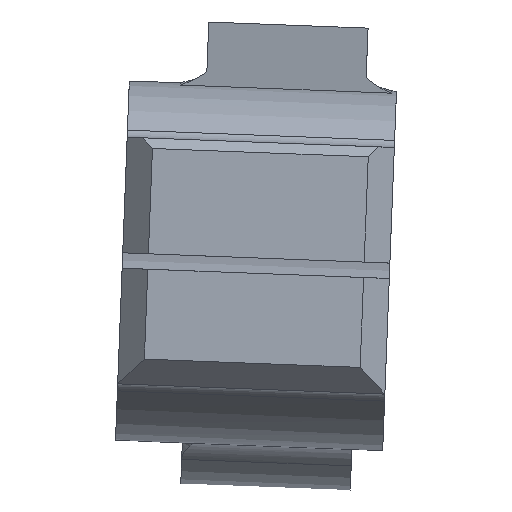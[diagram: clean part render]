
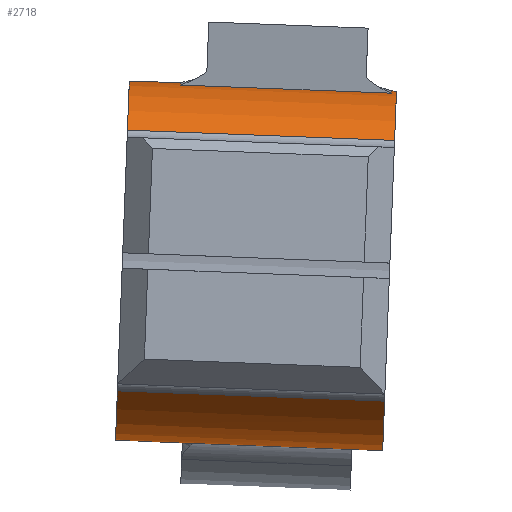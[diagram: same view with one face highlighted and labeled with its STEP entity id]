
A CAD part, left-side view. The second image highlights one B-rep face of the part: STEP entity #2718.
In plain terms, the highlighted cylindrical face has radius 35 mm (diameter 70 mm), a partial arc.
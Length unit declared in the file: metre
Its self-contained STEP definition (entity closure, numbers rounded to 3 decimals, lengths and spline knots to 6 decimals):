
#71=CYLINDRICAL_SURFACE('',#2932,0.035);
#181=CIRCLE('',#2933,0.035);
#182=CIRCLE('',#2934,0.035);
#183=CIRCLE('',#2935,0.035);
#184=CIRCLE('',#2936,0.035);
#185=CIRCLE('',#2937,0.035);
#186=CIRCLE('',#2938,0.035);
#187=CIRCLE('',#2939,0.035);
#188=CIRCLE('',#2940,0.035);
#382=ORIENTED_EDGE('',*,*,#1171,.T.);
#383=ORIENTED_EDGE('',*,*,#1172,.T.);
#384=ORIENTED_EDGE('',*,*,#1173,.F.);
#385=ORIENTED_EDGE('',*,*,#1174,.T.);
#386=ORIENTED_EDGE('',*,*,#1175,.T.);
#387=ORIENTED_EDGE('',*,*,#1176,.F.);
#388=ORIENTED_EDGE('',*,*,#1177,.T.);
#389=ORIENTED_EDGE('',*,*,#1178,.T.);
#390=ORIENTED_EDGE('',*,*,#1179,.T.);
#391=ORIENTED_EDGE('',*,*,#1180,.T.);
#392=ORIENTED_EDGE('',*,*,#1181,.T.);
#393=ORIENTED_EDGE('',*,*,#1182,.T.);
#394=ORIENTED_EDGE('',*,*,#1183,.T.);
#395=ORIENTED_EDGE('',*,*,#1184,.T.);
#396=ORIENTED_EDGE('',*,*,#1185,.F.);
#397=ORIENTED_EDGE('',*,*,#1186,.T.);
#1171=EDGE_CURVE('',#1570,#1571,#181,.T.);
#1172=EDGE_CURVE('',#1571,#1572,#1810,.F.);
#1173=EDGE_CURVE('',#1573,#1572,#182,.T.);
#1174=EDGE_CURVE('',#1573,#1574,#1811,.T.);
#1175=EDGE_CURVE('',#1574,#1575,#183,.T.);
#1176=EDGE_CURVE('',#1576,#1575,#1812,.T.);
#1177=EDGE_CURVE('',#1576,#1577,#184,.T.);
#1178=EDGE_CURVE('',#1577,#1578,#1813,.F.);
#1179=EDGE_CURVE('',#1578,#1579,#185,.F.);
#1180=EDGE_CURVE('',#1579,#1580,#1814,.T.);
#1181=EDGE_CURVE('',#1580,#1581,#186,.T.);
#1182=EDGE_CURVE('',#1581,#1582,#1815,.T.);
#1183=EDGE_CURVE('',#1582,#1583,#187,.T.);
#1184=EDGE_CURVE('',#1583,#1584,#1816,.F.);
#1185=EDGE_CURVE('',#1585,#1584,#188,.T.);
#1186=EDGE_CURVE('',#1585,#1570,#1817,.T.);
#1570=VERTEX_POINT('',#4269);
#1571=VERTEX_POINT('',#4270);
#1572=VERTEX_POINT('',#4272);
#1573=VERTEX_POINT('',#4274);
#1574=VERTEX_POINT('',#4276);
#1575=VERTEX_POINT('',#4278);
#1576=VERTEX_POINT('',#4280);
#1577=VERTEX_POINT('',#4282);
#1578=VERTEX_POINT('',#4284);
#1579=VERTEX_POINT('',#4286);
#1580=VERTEX_POINT('',#4288);
#1581=VERTEX_POINT('',#4290);
#1582=VERTEX_POINT('',#4292);
#1583=VERTEX_POINT('',#4294);
#1584=VERTEX_POINT('',#4296);
#1585=VERTEX_POINT('',#4298);
#1810=LINE('',#4271,#2001);
#1811=LINE('',#4275,#2002);
#1812=LINE('',#4279,#2003);
#1813=LINE('',#4283,#2004);
#1814=LINE('',#4287,#2005);
#1815=LINE('',#4291,#2006);
#1816=LINE('',#4295,#2007);
#1817=LINE('',#4299,#2008);
#2001=VECTOR('',#3348,1.);
#2002=VECTOR('',#3351,1.);
#2003=VECTOR('',#3354,1.);
#2004=VECTOR('',#3357,1.);
#2005=VECTOR('',#3360,1.);
#2006=VECTOR('',#3363,1.);
#2007=VECTOR('',#3366,1.);
#2008=VECTOR('',#3369,1.);
#2195=EDGE_LOOP('',(#382,#383,#384,#385,#386,#387,#388,#389,#390,#391,#392,
#393,#394,#395,#396,#397));
#2426=FACE_BOUND('',#2195,.T.);
#2718=ADVANCED_FACE('',(#2426),#71,.T.);
#2932=AXIS2_PLACEMENT_3D('',#4267,#3344,#3345);
#2933=AXIS2_PLACEMENT_3D('',#4268,#3346,#3347);
#2934=AXIS2_PLACEMENT_3D('',#4273,#3349,#3350);
#2935=AXIS2_PLACEMENT_3D('',#4277,#3352,#3353);
#2936=AXIS2_PLACEMENT_3D('',#4281,#3355,#3356);
#2937=AXIS2_PLACEMENT_3D('',#4285,#3358,#3359);
#2938=AXIS2_PLACEMENT_3D('',#4289,#3361,#3362);
#2939=AXIS2_PLACEMENT_3D('',#4293,#3364,#3365);
#2940=AXIS2_PLACEMENT_3D('',#4297,#3367,#3368);
#3344=DIRECTION('',(0.,-0.999,-0.038));
#3345=DIRECTION('',(0.,0.038,-0.999));
#3346=DIRECTION('',(0.,0.999,0.038));
#3347=DIRECTION('',(0.,-0.038,0.999));
#3348=DIRECTION('',(0.,-0.999,-0.038));
#3349=DIRECTION('',(0.,0.999,0.038));
#3350=DIRECTION('',(0.,-0.038,0.999));
#3351=DIRECTION('',(0.,-0.999,-0.038));
#3352=DIRECTION('',(0.,0.999,0.038));
#3353=DIRECTION('',(0.,-0.038,0.999));
#3354=DIRECTION('',(0.,0.999,0.038));
#3355=DIRECTION('',(0.,-0.999,-0.038));
#3356=DIRECTION('',(0.,0.038,-0.999));
#3357=DIRECTION('',(0.,-0.999,-0.038));
#3358=DIRECTION('',(0.,0.999,0.038));
#3359=DIRECTION('',(0.,-0.038,0.999));
#3360=DIRECTION('',(0.,-0.999,-0.038));
#3361=DIRECTION('',(0.,-0.999,-0.038));
#3362=DIRECTION('',(0.,0.038,-0.999));
#3363=DIRECTION('',(0.,0.999,0.038));
#3364=DIRECTION('',(0.,0.999,0.038));
#3365=DIRECTION('',(0.,-0.038,0.999));
#3366=DIRECTION('',(0.,-0.999,-0.038));
#3367=DIRECTION('',(0.,0.999,0.038));
#3368=DIRECTION('',(0.,-0.038,0.999));
#3369=DIRECTION('',(0.,-0.999,-0.038));
#4267=CARTESIAN_POINT('',(-0.1,-0.087511,0.010548));
#4268=CARTESIAN_POINT('',(-0.1,-0.139472,0.008548));
#4269=CARTESIAN_POINT('',(-0.124106,-0.140448,0.033905));
#4270=CARTESIAN_POINT('',(-0.124106,-0.138496,-0.016808));
#4271=CARTESIAN_POINT('',(-0.124106,-0.086535,-0.014808));
#4272=CARTESIAN_POINT('',(-0.124106,-0.086535,-0.014808));
#4273=CARTESIAN_POINT('',(-0.1,-0.087511,0.010548));
#4274=CARTESIAN_POINT('',(-0.065707,-0.087241,0.003553));
#4275=CARTESIAN_POINT('',(-0.065707,-0.087241,0.003553));
#4276=CARTESIAN_POINT('',(-0.065707,-0.097234,0.003169));
#4277=CARTESIAN_POINT('',(-0.1,-0.097503,0.010163));
#4278=CARTESIAN_POINT('',(-0.1,-0.096157,-0.024811));
#4279=CARTESIAN_POINT('',(-0.1,-0.132133,-0.026195));
#4280=CARTESIAN_POINT('',(-0.1,-0.137127,-0.026387));
#4281=CARTESIAN_POINT('',(-0.1,-0.138473,0.008587));
#4282=CARTESIAN_POINT('',(-0.070769,-0.137733,-0.010649));
#4283=CARTESIAN_POINT('',(-0.070769,-0.08677,-0.008688));
#4284=CARTESIAN_POINT('',(-0.070769,-0.115749,-0.009803));
#4285=CARTESIAN_POINT('',(-0.1,-0.116489,0.009433));
#4286=CARTESIAN_POINT('',(-0.074286,-0.117402,0.03316));
#4287=CARTESIAN_POINT('',(-0.074286,-0.088424,0.034275));
#4288=CARTESIAN_POINT('',(-0.074286,-0.139386,0.032314));
#4289=CARTESIAN_POINT('',(-0.1,-0.138473,0.008587));
#4290=CARTESIAN_POINT('',(-0.105688,-0.139801,0.043096));
#4291=CARTESIAN_POINT('',(-0.105688,-0.134806,0.043288));
#4292=CARTESIAN_POINT('',(-0.105688,-0.098831,0.044673));
#4293=CARTESIAN_POINT('',(-0.1,-0.097503,0.010163));
#4294=CARTESIAN_POINT('',(-0.068318,-0.098075,0.025027));
#4295=CARTESIAN_POINT('',(-0.068318,-0.088083,0.025412));
#4296=CARTESIAN_POINT('',(-0.068318,-0.088083,0.025412));
#4297=CARTESIAN_POINT('',(-0.1,-0.087511,0.010548));
#4298=CARTESIAN_POINT('',(-0.124106,-0.088486,0.035904));
#4299=CARTESIAN_POINT('',(-0.124106,-0.088486,0.035904));
